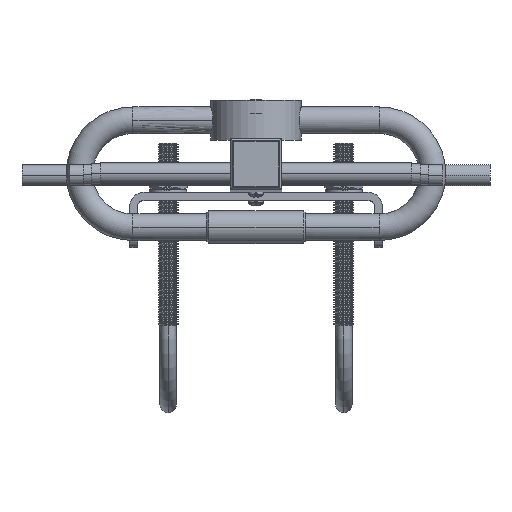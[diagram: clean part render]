
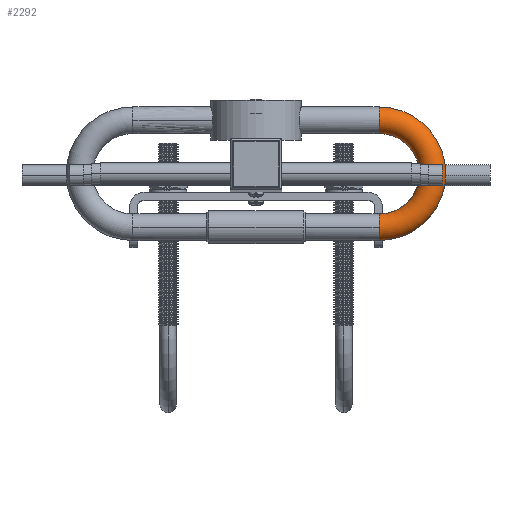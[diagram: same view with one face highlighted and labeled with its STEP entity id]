
A CAD part, top view. The second image highlights one B-rep face of the part: STEP entity #2292.
In plain terms, the highlighted toroidal (fillet/blend) face has major radius 20.701 mm and minor radius 5.144 mm.
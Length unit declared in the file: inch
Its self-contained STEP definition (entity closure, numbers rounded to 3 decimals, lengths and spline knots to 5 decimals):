
#13 = DIRECTION ( 'NONE',  ( 0., 0., -1. ) ) ;
#427 = ORIENTED_EDGE ( 'NONE', *, *, #1526, .T. ) ;
#1526 = EDGE_CURVE ( 'NONE', #20070, #17160, #1855, .T. ) ;
#1855 = CIRCLE ( 'NONE', #15080, 0.2025 ) ;
#1992 = ORIENTED_EDGE ( 'NONE', *, *, #11222, .T. ) ;
#2292 = ADVANCED_FACE ( 'NONE', ( #27166 ), #13453, .T. ) ;
#2954 = AXIS2_PLACEMENT_3D ( 'NONE', #12836, #29151, #13828 ) ;
#7494 = AXIS2_PLACEMENT_3D ( 'NONE', #36916, #33240, #10701 ) ;
#8492 = AXIS2_PLACEMENT_3D ( 'NONE', #23542, #20235, #14038 ) ;
#8898 = ORIENTED_EDGE ( 'NONE', *, *, #9982, .F. ) ;
#9982 = EDGE_CURVE ( 'NONE', #17959, #34488, #15301, .T. ) ;
#10104 = DIRECTION ( 'NONE',  ( 1., 0., 0. ) ) ;
#10224 = AXIS2_PLACEMENT_3D ( 'NONE', #22471, #13, #28966 ) ;
#10412 = EDGE_LOOP ( 'NONE', ( #35596, #427, #1992, #8898, #23888 ) ) ;
#10701 = DIRECTION ( 'NONE',  ( 0., 0., -1. ) ) ;
#11222 = EDGE_CURVE ( 'NONE', #17160, #34488, #27627, .T. ) ;
#12836 = CARTESIAN_POINT ( 'NONE',  ( 0., -0.815, 1.875 ) ) ;
#13453 = TOROIDAL_SURFACE ( 'NONE', #7494, 0.815, 0.2025 ) ;
#13652 = CARTESIAN_POINT ( 'NONE',  ( 0., 0.2025, 1.875 ) ) ;
#13828 = DIRECTION ( 'NONE',  ( 0., 0., -1. ) ) ;
#13855 = EDGE_CURVE ( 'NONE', #20070, #35043, #19184, .T. ) ;
#14038 = DIRECTION ( 'NONE',  ( 0., 0., -1. ) ) ;
#15080 = AXIS2_PLACEMENT_3D ( 'NONE', #41351, #25245, #41498 ) ;
#15294 = CARTESIAN_POINT ( 'NONE',  ( 0., -1.8325, 1.875 ) ) ;
#15301 = CIRCLE ( 'NONE', #10224, 0.2025 ) ;
#17160 = VERTEX_POINT ( 'NONE', #29731 ) ;
#17959 = VERTEX_POINT ( 'NONE', #40826 ) ;
#19184 = CIRCLE ( 'NONE', #8492, 1.0175 ) ;
#20070 = VERTEX_POINT ( 'NONE', #13652 ) ;
#20235 = DIRECTION ( 'NONE',  ( 1., 0., 0. ) ) ;
#22471 = CARTESIAN_POINT ( 'NONE',  ( 0., -1.63, 1.875 ) ) ;
#23542 = CARTESIAN_POINT ( 'NONE',  ( 0., -0.815, 1.875 ) ) ;
#23888 = ORIENTED_EDGE ( 'NONE', *, *, #32103, .F. ) ;
#25232 = AXIS2_PLACEMENT_3D ( 'NONE', #25978, #29519, #10104 ) ;
#25245 = DIRECTION ( 'NONE',  ( 0., 0., 1. ) ) ;
#25978 = CARTESIAN_POINT ( 'NONE',  ( 0., -1.63, 1.875 ) ) ;
#27166 = FACE_OUTER_BOUND ( 'NONE', #10412, .T. ) ;
#27627 = CIRCLE ( 'NONE', #2954, 0.6125 ) ;
#28966 = DIRECTION ( 'NONE',  ( 1., 0., 0. ) ) ;
#29151 = DIRECTION ( 'NONE',  ( 1., 0., 0. ) ) ;
#29519 = DIRECTION ( 'NONE',  ( 0., 0., -1. ) ) ;
#29731 = CARTESIAN_POINT ( 'NONE',  ( 0., -0.2025, 1.875 ) ) ;
#32103 = EDGE_CURVE ( 'NONE', #35043, #17959, #39365, .T. ) ;
#33240 = DIRECTION ( 'NONE',  ( 1., 0., 0. ) ) ;
#34332 = CARTESIAN_POINT ( 'NONE',  ( 0., -1.4275, 1.875 ) ) ;
#34488 = VERTEX_POINT ( 'NONE', #34332 ) ;
#35043 = VERTEX_POINT ( 'NONE', #15294 ) ;
#35596 = ORIENTED_EDGE ( 'NONE', *, *, #13855, .F. ) ;
#36916 = CARTESIAN_POINT ( 'NONE',  ( 0., -0.815, 1.875 ) ) ;
#39365 = CIRCLE ( 'NONE', #25232, 0.2025 ) ;
#40826 = CARTESIAN_POINT ( 'NONE',  ( -0.2025, -1.63, 1.875 ) ) ;
#41351 = CARTESIAN_POINT ( 'NONE',  ( 0., 0., 1.875 ) ) ;
#41498 = DIRECTION ( 'NONE',  ( 1., 0., 0. ) ) ;
